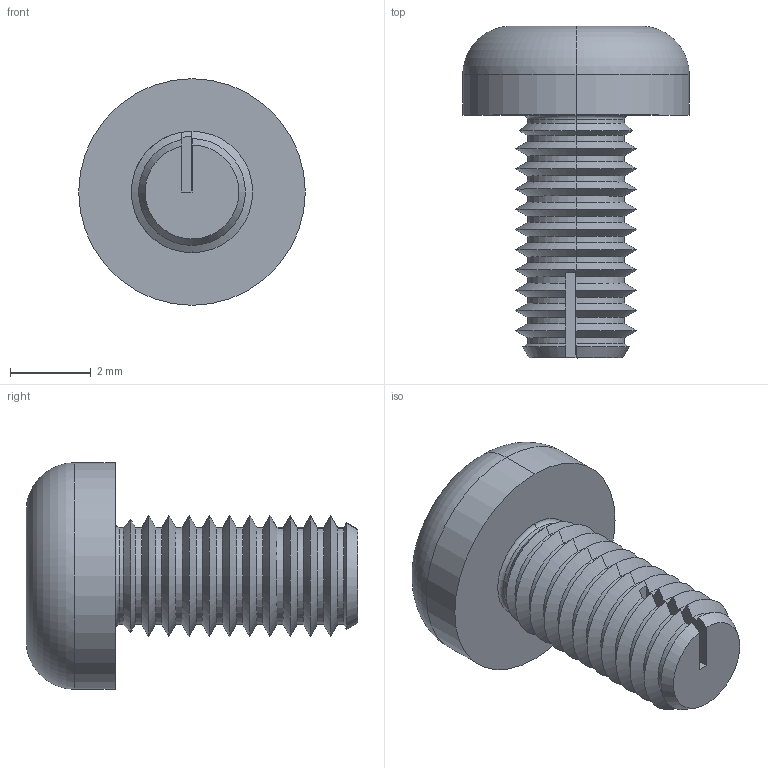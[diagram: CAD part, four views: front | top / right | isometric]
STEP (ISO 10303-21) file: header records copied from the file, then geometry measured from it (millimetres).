
FILE_DESCRIPTION (( 'STEP AP214' ), '1' );
FILE_NAME ('M3-bolt.STEP', '2020-06-18T17:33:05', ( 'NPT Thai Tech' ), ( '' ), 'SwSTEP 2.0', 'SolidWorks 2017', '' );
FILE_SCHEMA (( 'AUTOMOTIVE_DESIGN' ));
Length unit declared in the file: millimetre
Products named in the file (2): M3-bolt; pan head tapping screw_am_PHT 3x6x5.5-type I-D-S
Assembly tree (1 placements, depth 2):
  M3-bolt
    pan head tapping screw_am_PHT 3x6x5.5-type I-D-S
Bounding box: 5.6 x 8.2 x 5.6 mm (x, y, z)
Volume: 75.2 mm3; surface area: 175.5 mm2
Topology: 1 solids, 1 shells, 94 faces, 219 edges, 129 vertices
Faces by surface type: cone 44, plane 24, cylinder 22, torus 4
Entity records: 2713 total; most frequent: DIRECTION 489, CARTESIAN_POINT 473, ORIENTED_EDGE 438, EDGE_CURVE 219, AXIS2_PLACEMENT_3D 181, VERTEX_POINT 129, LINE 127, VECTOR 127
